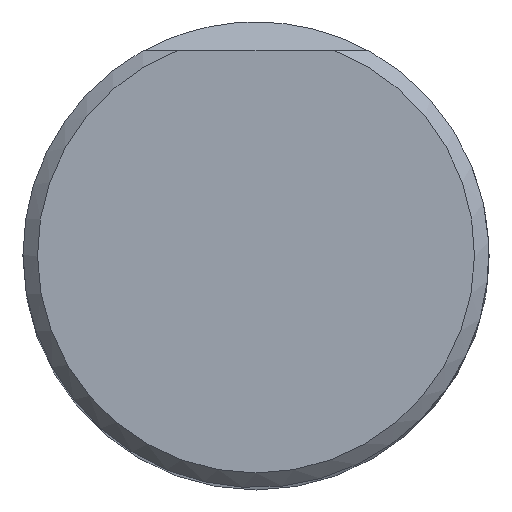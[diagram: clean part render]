
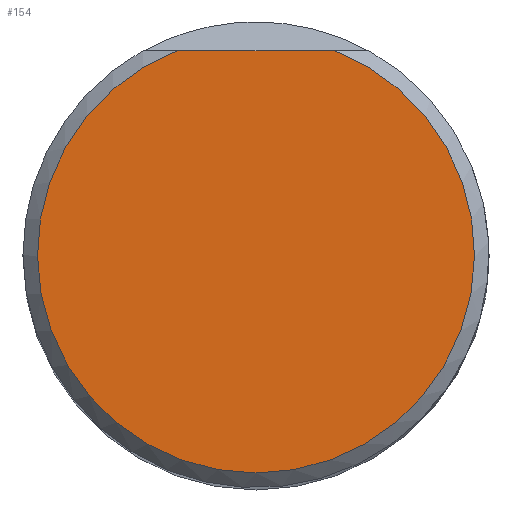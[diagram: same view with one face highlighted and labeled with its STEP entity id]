
A CAD part, top view. The second image highlights one B-rep face of the part: STEP entity #154.
In plain terms, the highlighted planar face has unit normal (0, 0, 1).
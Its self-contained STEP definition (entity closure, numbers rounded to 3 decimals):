
#154=ADVANCED_FACE('',(#200),#190,.F.);
#190=PLANE('',#632);
#200=FACE_OUTER_BOUND('',#208,.T.);
#208=EDGE_LOOP('',(#303,#304));
#273=CIRCLE('',#631,15.);
#303=ORIENTED_EDGE('',*,*,#427,.F.);
#304=ORIENTED_EDGE('',*,*,#428,.T.);
#389=VERTEX_POINT('',#1157);
#390=VERTEX_POINT('',#1158);
#427=EDGE_CURVE('',#389,#390,#470,.T.);
#428=EDGE_CURVE('',#389,#390,#273,.T.);
#470=LINE('',#1156,#478);
#478=VECTOR('',#692,1.);
#631=AXIS2_PLACEMENT_3D('',#1159,#693,#694);
#632=AXIS2_PLACEMENT_3D('',#1160,#695,#696);
#692=DIRECTION('',(1.,0.,0.));
#693=DIRECTION('',(0.,0.,1.));
#694=DIRECTION('',(-1.,0.,0.));
#695=DIRECTION('',(0.,0.,-1.));
#696=DIRECTION('',(-1.,0.,0.));
#1156=CARTESIAN_POINT('',(-16.,14.,0.));
#1157=CARTESIAN_POINT('',(-5.385,14.,0.));
#1158=CARTESIAN_POINT('',(5.385,14.,0.));
#1159=CARTESIAN_POINT('',(0.,0.,0.));
#1160=CARTESIAN_POINT('',(0.,0.,0.));
